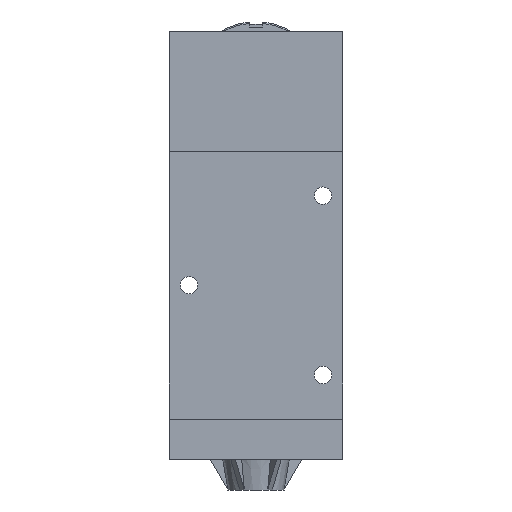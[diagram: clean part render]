
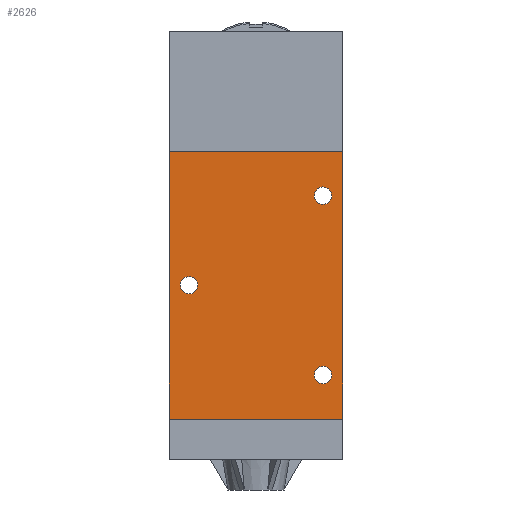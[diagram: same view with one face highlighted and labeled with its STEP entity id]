
A CAD part, front view. The second image highlights one B-rep face of the part: STEP entity #2626.
In plain terms, the highlighted planar face has unit normal (0, -1, 0).
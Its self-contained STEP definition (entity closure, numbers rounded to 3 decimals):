
#2138=CARTESIAN_POINT('',(-21.75,-22.5,0.));
#2139=VERTEX_POINT('',#2138);
#2140=CARTESIAN_POINT('',(-25.,-22.5,0.0));
#2141=DIRECTION('',(0.0,1.0,0.0));
#2142=DIRECTION('',(-1.0,0.0,0.0));
#2143=AXIS2_PLACEMENT_3D('',#2140,#2141,#2142);
#2144=CIRCLE('',#2143,3.25);
#2145=EDGE_CURVE('',#2139,#2139,#2144,.T.);
#2166=CARTESIAN_POINT('',(28.25,-22.5,-33.5));
#2167=VERTEX_POINT('',#2166);
#2168=CARTESIAN_POINT('',(25.,-22.5,-33.5));
#2169=DIRECTION('',(0.0,1.0,0.0));
#2170=DIRECTION('',(-1.0,0.0,0.0));
#2171=AXIS2_PLACEMENT_3D('',#2168,#2169,#2170);
#2172=CIRCLE('',#2171,3.25);
#2173=EDGE_CURVE('',#2167,#2167,#2172,.T.);
#2194=CARTESIAN_POINT('',(28.25,-22.5,33.5));
#2195=VERTEX_POINT('',#2194);
#2196=CARTESIAN_POINT('',(25.,-22.5,33.5));
#2197=DIRECTION('',(0.0,1.0,0.0));
#2198=DIRECTION('',(-1.0,0.0,0.0));
#2199=AXIS2_PLACEMENT_3D('',#2196,#2197,#2198);
#2200=CIRCLE('',#2199,3.25);
#2201=EDGE_CURVE('',#2195,#2195,#2200,.T.);
#2521=CARTESIAN_POINT('',(-32.5,-22.5,-50.0));
#2522=VERTEX_POINT('',#2521);
#2537=CARTESIAN_POINT('',(32.5,-22.5,-50.0));
#2538=VERTEX_POINT('',#2537);
#2545=CARTESIAN_POINT('',(-32.5,-22.5,-50.0));
#2546=DIRECTION('',(1.0,0.0,0.0));
#2547=VECTOR('',#2546,65.);
#2548=LINE('',#2545,#2547);
#2549=EDGE_CURVE('',#2522,#2538,#2548,.T.);
#2567=CARTESIAN_POINT('',(32.5,-22.5,50.0));
#2568=VERTEX_POINT('',#2567);
#2575=CARTESIAN_POINT('',(32.5,-22.5,50.0));
#2576=DIRECTION('',(0.0,0.0,-1.0));
#2577=VECTOR('',#2576,100.0);
#2578=LINE('',#2575,#2577);
#2579=EDGE_CURVE('',#2568,#2538,#2578,.T.);
#2594=CARTESIAN_POINT('',(32.5,-22.5,0.0));
#2595=DIRECTION('',(0.0,-1.0,0.0));
#2596=DIRECTION('',(0.0,0.0,-1.0));
#2597=AXIS2_PLACEMENT_3D('',#2594,#2595,#2596);
#2598=PLANE('',#2597);
#2599=CARTESIAN_POINT('',(-32.5,-22.5,50.0));
#2600=VERTEX_POINT('',#2599);
#2601=CARTESIAN_POINT('',(32.5,-22.5,50.0));
#2602=DIRECTION('',(-1.0,0.0,0.0));
#2603=VECTOR('',#2602,65.);
#2604=LINE('',#2601,#2603);
#2605=EDGE_CURVE('',#2568,#2600,#2604,.T.);
#2606=ORIENTED_EDGE('',*,*,#2605,.T.);
#2607=CARTESIAN_POINT('',(-32.5,-22.5,50.0));
#2608=DIRECTION('',(0.0,0.0,-1.0));
#2609=VECTOR('',#2608,100.0);
#2610=LINE('',#2607,#2609);
#2611=EDGE_CURVE('',#2600,#2522,#2610,.T.);
#2612=ORIENTED_EDGE('',*,*,#2611,.T.);
#2613=ORIENTED_EDGE('',*,*,#2549,.T.);
#2614=ORIENTED_EDGE('',*,*,#2579,.F.);
#2615=EDGE_LOOP('',(#2606,#2612,#2613,#2614));
#2616=FACE_OUTER_BOUND('',#2615,.T.);
#2617=ORIENTED_EDGE('',*,*,#2145,.T.);
#2618=EDGE_LOOP('',(#2617));
#2619=FACE_BOUND('',#2618,.T.);
#2620=ORIENTED_EDGE('',*,*,#2173,.T.);
#2621=EDGE_LOOP('',(#2620));
#2622=FACE_BOUND('',#2621,.T.);
#2623=ORIENTED_EDGE('',*,*,#2201,.T.);
#2624=EDGE_LOOP('',(#2623));
#2625=FACE_BOUND('',#2624,.T.);
#2626=ADVANCED_FACE('',(#2616,#2619,#2622,#2625),#2598,.T.);
